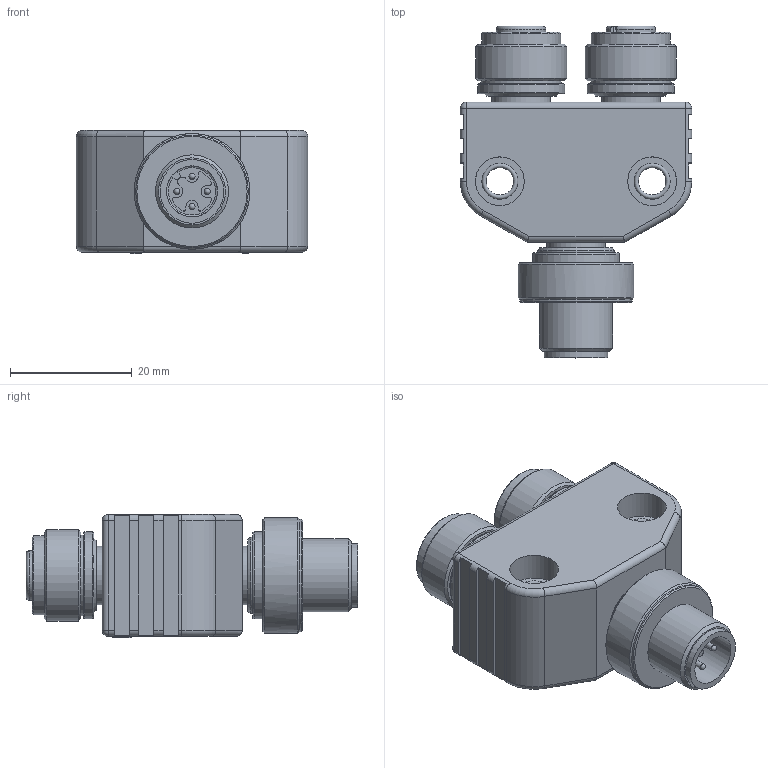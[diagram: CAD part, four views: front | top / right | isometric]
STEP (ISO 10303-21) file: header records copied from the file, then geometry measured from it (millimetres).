
FILE_DESCRIPTION(/* description */ (''),/* implementation_level */ '2;1');
FILE_NAME(/* name */ 'FSM4-2FKM3_S89.stp',/* time_stamp */ '2018-09-17T14:20:36+02:00',/* author */ (''),/* organization */ (''),/* preprocessor_version */ 'ST-DEVELOPER v16',/* originating_system */ 'SIEMENS PLM Software NX 10.0',/* authorisation */ '');
FILE_SCHEMA (('AUTOMOTIVE_DESIGN { 1 0 10303 214 3 1 1 1 }'));
Length unit declared in the file: millimetre
Products named in the file (1): FSM4-2FKM3_S89
Bounding box: 38 x 54.5 x 20.2 mm (x, y, z)
Volume: 20273.4 mm3; surface area: 8697.7 mm2
Topology: 1 solids, 1 shells, 324 faces, 788 edges, 514 vertices
Faces by surface type: plane 137, cylinder 133, torus 18, extrusion 14, cone 13, sphere 8, bspline 1
Full cylindrical faces by diameter (mm): 1 x4, 1.15 x8, 1.5 x10, 4.5 x2, 8 x4, 8.375 x1, 9.6 x3, 10.45 x1, 10.92 x2, 12 x1, 12.3 x2, 12.5 x1, 13 x2, 13.2 x2, 14.25 x3, 15 x2, 18.5 x1, 19 x1
Entity records: 9128 total; most frequent: CARTESIAN_POINT 1876, DIRECTION 1551, ORIENTED_EDGE 1348, EDGE_CURVE 674, AXIS2_PLACEMENT_3D 624, VERTEX_POINT 486, EDGE_LOOP 462, ADVANCED_FACE 324
